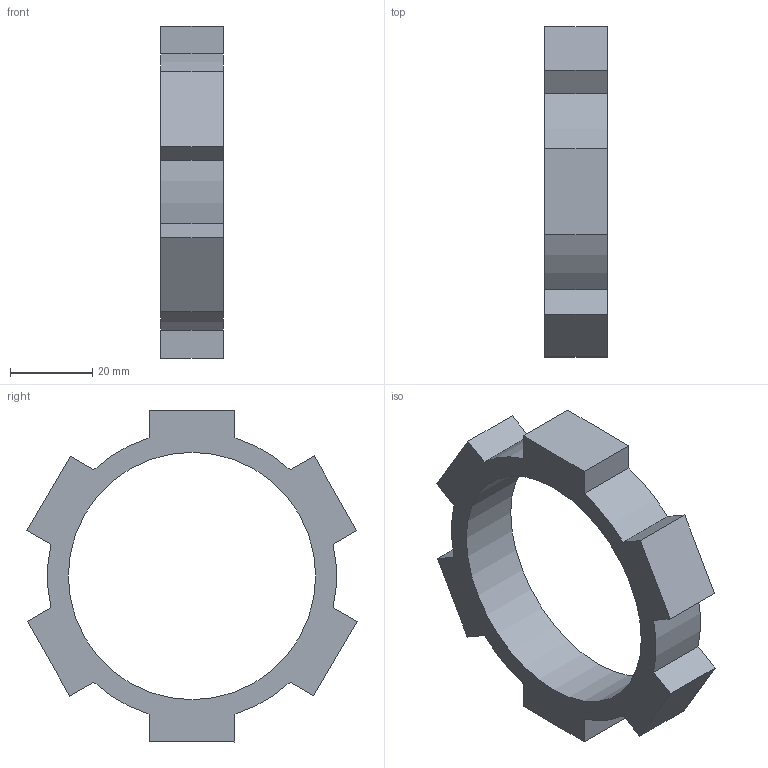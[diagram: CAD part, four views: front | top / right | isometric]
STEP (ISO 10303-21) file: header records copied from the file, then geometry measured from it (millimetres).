
FILE_DESCRIPTION( ( '' ), ' ' );
FILE_NAME( '5daeae3b2b805c1656a9fa96.step', '2019-10-22T07:22:35', ( '' ), ( '' ), ' ', ' ', ' ' );
FILE_SCHEMA( ( 'AUTOMOTIVE_DESIGN { 1 0 10303 214 1 1 1 1 }' ) );
Length unit declared in the file: metre
Products named in the file (1): Part 15
Bounding box: 15.24 x 80.15 x 80.52 mm (x, y, z)
Volume: 26509.2 mm3; surface area: 10900.5 mm2
Topology: 1 solids, 1 shells, 27 faces, 75 edges, 50 vertices
Faces by surface type: plane 20, cylinder 7
Full cylindrical faces by diameter (mm): 60 x1
Entity records: 1094 total; most frequent: CARTESIAN_POINT 152, ORIENTED_EDGE 148, DIRECTION 144, EDGE_CURVE 74, LINE 60, VECTOR 60, VERTEX_POINT 50, AXIS2_PLACEMENT_3D 42
